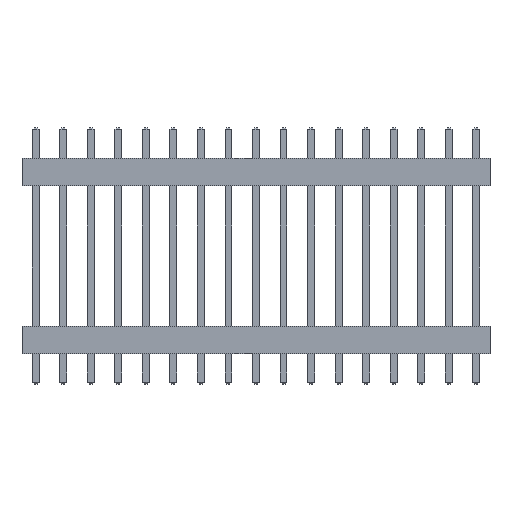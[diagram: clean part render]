
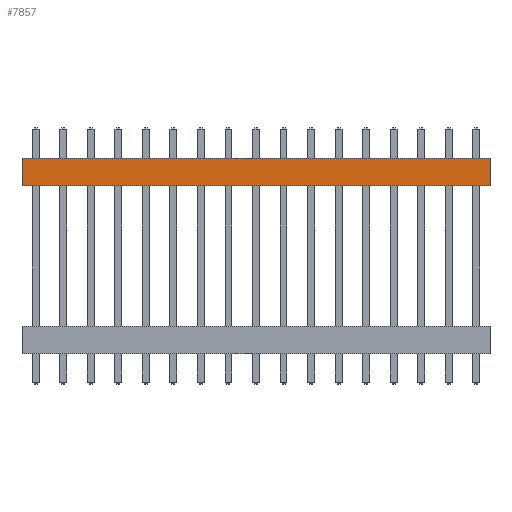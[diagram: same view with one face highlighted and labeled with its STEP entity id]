
A CAD part, top view. The second image highlights one B-rep face of the part: STEP entity #7857.
In plain terms, the highlighted planar face has unit normal (0, 0, 1).
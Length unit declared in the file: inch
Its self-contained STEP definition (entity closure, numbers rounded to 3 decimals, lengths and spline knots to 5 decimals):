
#49=ORIENTED_EDGE('',*,*,#2311,.F.);
#50=ORIENTED_EDGE('',*,*,#2319,.F.);
#51=ORIENTED_EDGE('',*,*,#2320,.T.);
#52=ORIENTED_EDGE('',*,*,#2321,.T.);
#2311=EDGE_CURVE('',#3447,#3448,#4159,.T.);
#2319=EDGE_CURVE('',#3454,#3447,#4167,.T.);
#2320=EDGE_CURVE('',#3454,#3455,#4168,.T.);
#2321=EDGE_CURVE('',#3455,#3448,#4169,.T.);
#3447=VERTEX_POINT('',#10765);
#3448=VERTEX_POINT('',#10767);
#3454=VERTEX_POINT('',#10781);
#3455=VERTEX_POINT('',#10785);
#4159=LINE('',#10766,#5295);
#4167=LINE('',#10782,#5303);
#4168=LINE('',#10784,#5304);
#4169=LINE('',#10786,#5305);
#5295=VECTOR('',#8761,39.37008);
#5303=VECTOR('',#8771,39.37008);
#5304=VECTOR('',#8774,39.37008);
#5305=VECTOR('',#8775,39.37008);
#6431=EDGE_LOOP('',(#49,#50,#51,#52));
#6929=FACE_BOUND('',#6431,.T.);
#7427=PLANE('',#8324);
#7857=ADVANCED_FACE('',(#6929),#7427,.T.);
#8324=AXIS2_PLACEMENT_3D('',#10783,#8772,#8773);
#8761=DIRECTION('',(1.,0.,0.));
#8771=DIRECTION('',(0.,1.,0.));
#8772=DIRECTION('',(0.,0.,1.));
#8773=DIRECTION('',(1.,0.,0.));
#8774=DIRECTION('',(1.,0.,0.));
#8775=DIRECTION('',(0.,1.,0.));
#10765=CARTESIAN_POINT('',(-0.85,0.71,0.05));
#10766=CARTESIAN_POINT('',(-0.85,0.71,0.05));
#10767=CARTESIAN_POINT('',(0.85,0.71,0.05));
#10781=CARTESIAN_POINT('',(-0.85,0.61,0.05));
#10782=CARTESIAN_POINT('',(-0.85,0.61,0.05));
#10783=CARTESIAN_POINT('',(-0.85,0.61,0.05));
#10784=CARTESIAN_POINT('',(-0.85,0.61,0.05));
#10785=CARTESIAN_POINT('',(0.85,0.61,0.05));
#10786=CARTESIAN_POINT('',(0.85,0.61,0.05));
